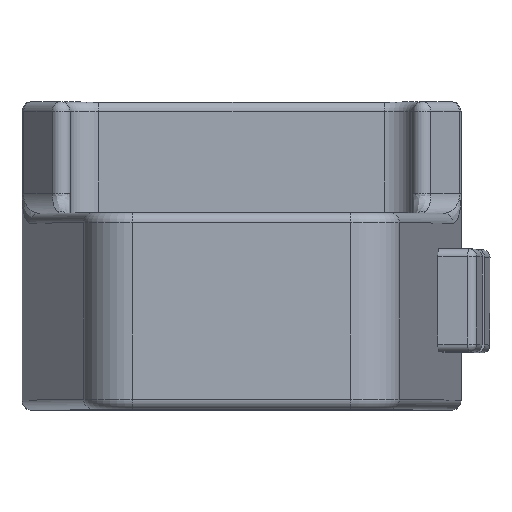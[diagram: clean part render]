
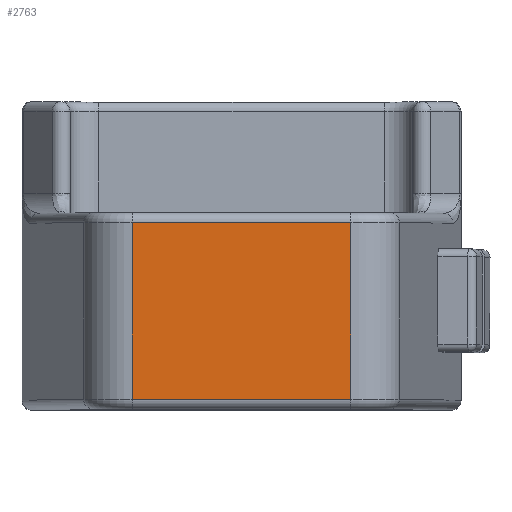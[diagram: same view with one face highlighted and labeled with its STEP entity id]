
A CAD part, top view. The second image highlights one B-rep face of the part: STEP entity #2763.
In plain terms, the highlighted planar face has unit normal (0, 0, 1).
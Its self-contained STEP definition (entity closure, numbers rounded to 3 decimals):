
#113=PLANE('',#3057);
#280=LINE('',#4841,#511);
#293=LINE('',#5048,#524);
#316=LINE('',#5105,#547);
#317=LINE('',#5107,#548);
#511=VECTOR('',#3646,22.257);
#524=VECTOR('',#3717,22.257);
#547=VECTOR('',#3778,18.);
#548=VECTOR('',#3781,18.);
#786=FACE_OUTER_BOUND('',#966,.T.);
#966=EDGE_LOOP('',(#2395,#2396,#2397,#2398));
#1349=VERTEX_POINT('',#4836);
#1350=VERTEX_POINT('',#4840);
#1373=VERTEX_POINT('',#5042);
#1374=VERTEX_POINT('',#5047);
#1675=EDGE_CURVE('',#1350,#1349,#280,.F.);
#1711=EDGE_CURVE('',#1374,#1373,#293,.T.);
#1740=EDGE_CURVE('',#1373,#1349,#316,.T.);
#1741=EDGE_CURVE('',#1374,#1350,#317,.T.);
#2395=ORIENTED_EDGE('',*,*,#1675,.T.);
#2396=ORIENTED_EDGE('',*,*,#1740,.F.);
#2397=ORIENTED_EDGE('',*,*,#1711,.F.);
#2398=ORIENTED_EDGE('',*,*,#1741,.T.);
#2763=ADVANCED_FACE('',(#786),#113,.T.);
#3057=AXIS2_PLACEMENT_3D('',#5106,#3779,#3780);
#3646=DIRECTION('',(-1.,0.,0.));
#3717=DIRECTION('',(1.,0.,0.));
#3778=DIRECTION('',(0.,-1.,0.));
#3779=DIRECTION('center_axis',(0.,0.,1.));
#3780=DIRECTION('ref_axis',(1.,0.,0.));
#3781=DIRECTION('',(0.,-1.,0.));
#4836=CARTESIAN_POINT('',(11.128,39.1,59.4));
#4840=CARTESIAN_POINT('',(-11.128,39.1,59.4));
#4841=CARTESIAN_POINT('',(11.128,39.1,59.4));
#5042=CARTESIAN_POINT('',(11.128,57.1,59.4));
#5047=CARTESIAN_POINT('',(-11.128,57.1,59.4));
#5048=CARTESIAN_POINT('',(-11.128,57.1,59.4));
#5105=CARTESIAN_POINT('',(11.128,57.1,59.4));
#5106=CARTESIAN_POINT('Origin',(0.,58.1,59.4));
#5107=CARTESIAN_POINT('',(-11.128,57.1,59.4));
